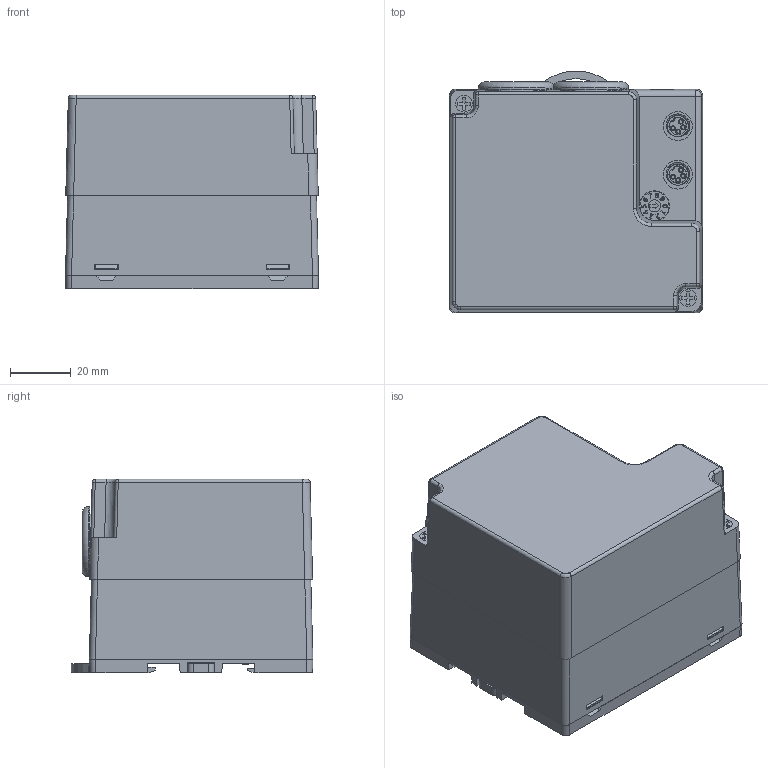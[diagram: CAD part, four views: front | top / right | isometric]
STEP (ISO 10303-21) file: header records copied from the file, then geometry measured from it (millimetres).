
FILE_DESCRIPTION(/* description */ (''),/* implementation_level */ '2;1');
FILE_NAME(/* name */ '',/* time_stamp */ '2024-03-20T16:19:13+08:00',/* author */ (''),/* organization */ (''),/* preprocessor_version */ 'ST-DEVELOPER v14',/* originating_system */ 'SIEMENS PLM Software NX 8.0',/* authorisation */ '');
FILE_SCHEMA (('AUTOMOTIVE_DESIGN { 1 0 10303 214 3 1 1 1 }'));
Products named in the file (1): Admi34880768mdgp
Bounding box: 83.42 x 79.71 x 63.8 mm (x, y, z)
Volume: 207620.3 mm3; surface area: 67382.8 mm2
Topology: 4 solids, 10 shells, 2176 faces, 5760 edges, 3821 vertices
Faces by surface type: plane 1481, cylinder 532, extrusion 94, bspline 34, cone 22, torus 8, sphere 5
Full cylindrical faces by diameter (mm): 1.168 x64, 1.178 x64, 1.2 x8, 1.5 x8, 2.5 x2, 3 x34, 4 x1, 5.5 x4, 8.6 x4, 9.5 x6, 9.6 x1, 9.9 x1
Entity records: 85639 total; most frequent: CARTESIAN_POINT 32277, ORIENTED_EDGE 10856, DIRECTION 10270, EDGE_CURVE 5428, VECTOR 4056, LINE 3962, VERTEX_POINT 3709, AXIS2_PLACEMENT_3D 3107
